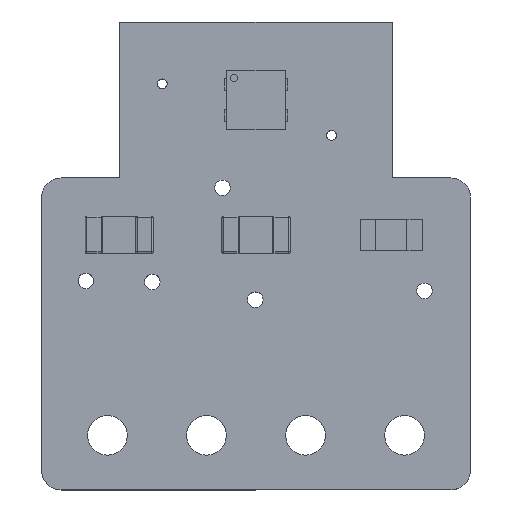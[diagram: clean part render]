
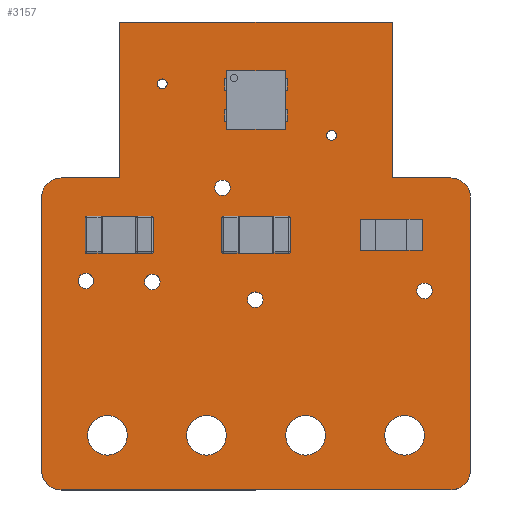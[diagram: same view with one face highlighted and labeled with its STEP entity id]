
A CAD part, top view. The second image highlights one B-rep face of the part: STEP entity #3157.
In plain terms, the highlighted planar face has unit normal (0, 0, 1).
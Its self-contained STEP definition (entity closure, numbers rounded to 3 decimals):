
#219=FACE_BOUND('',#611,.T.);
#220=FACE_BOUND('',#612,.T.);
#221=FACE_BOUND('',#613,.T.);
#222=FACE_BOUND('',#614,.T.);
#223=FACE_BOUND('',#615,.T.);
#224=FACE_BOUND('',#616,.T.);
#225=FACE_BOUND('',#617,.T.);
#226=FACE_BOUND('',#618,.T.);
#227=FACE_BOUND('',#619,.T.);
#228=FACE_BOUND('',#620,.T.);
#229=FACE_BOUND('',#621,.T.);
#230=FACE_BOUND('',#622,.T.);
#257=PLANE('',#3507);
#413=FACE_OUTER_BOUND('',#610,.T.);
#610=EDGE_LOOP('',(#2357,#2358,#2359,#2360,#2361,#2362,#2363,#2364,#2365,
#2366,#2367,#2368,#2369,#2370,#2371));
#611=EDGE_LOOP('',(#2372));
#612=EDGE_LOOP('',(#2373));
#613=EDGE_LOOP('',(#2374));
#614=EDGE_LOOP('',(#2375));
#615=EDGE_LOOP('',(#2376));
#616=EDGE_LOOP('',(#2377));
#617=EDGE_LOOP('',(#2378));
#618=EDGE_LOOP('',(#2379));
#619=EDGE_LOOP('',(#2380));
#620=EDGE_LOOP('',(#2381));
#621=EDGE_LOOP('',(#2382));
#622=EDGE_LOOP('',(#2383));
#822=LINE('',#4798,#1160);
#826=LINE('',#4810,#1164);
#829=LINE('',#4816,#1167);
#832=LINE('',#4822,#1170);
#835=LINE('',#4828,#1173);
#838=LINE('',#4834,#1176);
#841=LINE('',#4840,#1179);
#845=LINE('',#4852,#1183);
#848=LINE('',#4858,#1186);
#852=LINE('',#4870,#1190);
#855=LINE('',#4874,#1193);
#1160=VECTOR('',#3854,10.);
#1164=VECTOR('',#3866,10.);
#1167=VECTOR('',#3871,10.);
#1170=VECTOR('',#3876,10.);
#1173=VECTOR('',#3881,10.);
#1176=VECTOR('',#3886,10.);
#1179=VECTOR('',#3891,10.);
#1183=VECTOR('',#3903,10.);
#1186=VECTOR('',#3908,10.);
#1190=VECTOR('',#3920,10.);
#1193=VECTOR('',#3925,10.);
#1484=CIRCLE('',#3450,0.125);
#1486=CIRCLE('',#3453,0.2);
#1488=CIRCLE('',#3456,0.2);
#1490=CIRCLE('',#3459,0.2);
#1492=CIRCLE('',#3462,0.508);
#1494=CIRCLE('',#3465,0.508);
#1496=CIRCLE('',#3468,0.508);
#1498=CIRCLE('',#3471,0.508);
#1500=CIRCLE('',#3474,0.2);
#1502=CIRCLE('',#3477,0.2);
#1504=CIRCLE('',#3480,0.125);
#1506=CIRCLE('',#3483,0.125);
#1508=CIRCLE('',#3486,0.5);
#1510=CIRCLE('',#3490,0.5);
#1512=CIRCLE('',#3499,0.5);
#1514=CIRCLE('',#3504,0.5);
#1566=VERTEX_POINT('',#4716);
#1568=VERTEX_POINT('',#4722);
#1570=VERTEX_POINT('',#4728);
#1572=VERTEX_POINT('',#4734);
#1574=VERTEX_POINT('',#4740);
#1576=VERTEX_POINT('',#4746);
#1578=VERTEX_POINT('',#4752);
#1580=VERTEX_POINT('',#4758);
#1582=VERTEX_POINT('',#4764);
#1584=VERTEX_POINT('',#4770);
#1586=VERTEX_POINT('',#4776);
#1588=VERTEX_POINT('',#4782);
#1591=VERTEX_POINT('',#4789);
#1592=VERTEX_POINT('',#4791);
#1594=VERTEX_POINT('',#4797);
#1596=VERTEX_POINT('',#4803);
#1598=VERTEX_POINT('',#4809);
#1600=VERTEX_POINT('',#4815);
#1602=VERTEX_POINT('',#4821);
#1604=VERTEX_POINT('',#4827);
#1606=VERTEX_POINT('',#4833);
#1608=VERTEX_POINT('',#4839);
#1610=VERTEX_POINT('',#4845);
#1612=VERTEX_POINT('',#4851);
#1614=VERTEX_POINT('',#4857);
#1616=VERTEX_POINT('',#4863);
#1618=VERTEX_POINT('',#4869);
#1831=EDGE_CURVE('',#1566,#1566,#1484,.T.);
#1834=EDGE_CURVE('',#1568,#1568,#1486,.T.);
#1837=EDGE_CURVE('',#1570,#1570,#1488,.T.);
#1840=EDGE_CURVE('',#1572,#1572,#1490,.T.);
#1843=EDGE_CURVE('',#1574,#1574,#1492,.T.);
#1846=EDGE_CURVE('',#1576,#1576,#1494,.T.);
#1849=EDGE_CURVE('',#1578,#1578,#1496,.T.);
#1852=EDGE_CURVE('',#1580,#1580,#1498,.T.);
#1855=EDGE_CURVE('',#1582,#1582,#1500,.T.);
#1858=EDGE_CURVE('',#1584,#1584,#1502,.T.);
#1861=EDGE_CURVE('',#1586,#1586,#1504,.T.);
#1864=EDGE_CURVE('',#1588,#1588,#1506,.T.);
#1867=EDGE_CURVE('',#1592,#1591,#1508,.T.);
#1870=EDGE_CURVE('',#1594,#1592,#822,.T.);
#1873=EDGE_CURVE('',#1596,#1594,#1510,.T.);
#1876=EDGE_CURVE('',#1598,#1596,#826,.T.);
#1879=EDGE_CURVE('',#1600,#1598,#829,.T.);
#1882=EDGE_CURVE('',#1602,#1600,#832,.T.);
#1885=EDGE_CURVE('',#1604,#1602,#835,.T.);
#1888=EDGE_CURVE('',#1606,#1604,#838,.T.);
#1891=EDGE_CURVE('',#1608,#1606,#841,.T.);
#1894=EDGE_CURVE('',#1610,#1608,#1512,.T.);
#1897=EDGE_CURVE('',#1612,#1610,#845,.T.);
#1900=EDGE_CURVE('',#1614,#1612,#848,.T.);
#1903=EDGE_CURVE('',#1616,#1614,#1514,.T.);
#1906=EDGE_CURVE('',#1618,#1616,#852,.T.);
#1909=EDGE_CURVE('',#1591,#1618,#855,.T.);
#2357=ORIENTED_EDGE('',*,*,#1909,.T.);
#2358=ORIENTED_EDGE('',*,*,#1906,.T.);
#2359=ORIENTED_EDGE('',*,*,#1903,.T.);
#2360=ORIENTED_EDGE('',*,*,#1900,.T.);
#2361=ORIENTED_EDGE('',*,*,#1897,.T.);
#2362=ORIENTED_EDGE('',*,*,#1894,.T.);
#2363=ORIENTED_EDGE('',*,*,#1891,.T.);
#2364=ORIENTED_EDGE('',*,*,#1888,.T.);
#2365=ORIENTED_EDGE('',*,*,#1885,.T.);
#2366=ORIENTED_EDGE('',*,*,#1882,.T.);
#2367=ORIENTED_EDGE('',*,*,#1879,.T.);
#2368=ORIENTED_EDGE('',*,*,#1876,.T.);
#2369=ORIENTED_EDGE('',*,*,#1873,.T.);
#2370=ORIENTED_EDGE('',*,*,#1870,.T.);
#2371=ORIENTED_EDGE('',*,*,#1867,.T.);
#2372=ORIENTED_EDGE('',*,*,#1831,.T.);
#2373=ORIENTED_EDGE('',*,*,#1834,.T.);
#2374=ORIENTED_EDGE('',*,*,#1837,.T.);
#2375=ORIENTED_EDGE('',*,*,#1840,.T.);
#2376=ORIENTED_EDGE('',*,*,#1843,.T.);
#2377=ORIENTED_EDGE('',*,*,#1846,.T.);
#2378=ORIENTED_EDGE('',*,*,#1849,.T.);
#2379=ORIENTED_EDGE('',*,*,#1852,.T.);
#2380=ORIENTED_EDGE('',*,*,#1855,.T.);
#2381=ORIENTED_EDGE('',*,*,#1858,.T.);
#2382=ORIENTED_EDGE('',*,*,#1861,.T.);
#2383=ORIENTED_EDGE('',*,*,#1864,.T.);
#3157=ADVANCED_FACE('',(#413,#219,#220,#221,#222,#223,#224,#225,#226,#227,
#228,#229,#230),#257,.T.);
#3450=AXIS2_PLACEMENT_3D('',#4718,#3764,#3765);
#3453=AXIS2_PLACEMENT_3D('',#4724,#3771,#3772);
#3456=AXIS2_PLACEMENT_3D('',#4730,#3778,#3779);
#3459=AXIS2_PLACEMENT_3D('',#4736,#3785,#3786);
#3462=AXIS2_PLACEMENT_3D('',#4742,#3792,#3793);
#3465=AXIS2_PLACEMENT_3D('',#4748,#3799,#3800);
#3468=AXIS2_PLACEMENT_3D('',#4754,#3806,#3807);
#3471=AXIS2_PLACEMENT_3D('',#4760,#3813,#3814);
#3474=AXIS2_PLACEMENT_3D('',#4766,#3820,#3821);
#3477=AXIS2_PLACEMENT_3D('',#4772,#3827,#3828);
#3480=AXIS2_PLACEMENT_3D('',#4778,#3834,#3835);
#3483=AXIS2_PLACEMENT_3D('',#4784,#3841,#3842);
#3486=AXIS2_PLACEMENT_3D('',#4792,#3848,#3849);
#3490=AXIS2_PLACEMENT_3D('',#4804,#3860,#3861);
#3499=AXIS2_PLACEMENT_3D('',#4846,#3897,#3898);
#3504=AXIS2_PLACEMENT_3D('',#4864,#3914,#3915);
#3507=AXIS2_PLACEMENT_3D('',#4875,#3926,#3927);
#3764=DIRECTION('center_axis',(0.,0.,-1.));
#3765=DIRECTION('ref_axis',(1.,0.,0.));
#3771=DIRECTION('center_axis',(0.,0.,-1.));
#3772=DIRECTION('ref_axis',(1.,0.,0.));
#3778=DIRECTION('center_axis',(0.,0.,-1.));
#3779=DIRECTION('ref_axis',(1.,0.,0.));
#3785=DIRECTION('center_axis',(0.,0.,-1.));
#3786=DIRECTION('ref_axis',(1.,0.,0.));
#3792=DIRECTION('center_axis',(0.,0.,-1.));
#3793=DIRECTION('ref_axis',(1.,0.,0.));
#3799=DIRECTION('center_axis',(0.,0.,-1.));
#3800=DIRECTION('ref_axis',(1.,0.,0.));
#3806=DIRECTION('center_axis',(0.,0.,-1.));
#3807=DIRECTION('ref_axis',(1.,0.,0.));
#3813=DIRECTION('center_axis',(0.,0.,-1.));
#3814=DIRECTION('ref_axis',(1.,0.,0.));
#3820=DIRECTION('center_axis',(0.,0.,-1.));
#3821=DIRECTION('ref_axis',(1.,0.,0.));
#3827=DIRECTION('center_axis',(0.,0.,-1.));
#3828=DIRECTION('ref_axis',(1.,0.,0.));
#3834=DIRECTION('center_axis',(0.,0.,-1.));
#3835=DIRECTION('ref_axis',(1.,0.,0.));
#3841=DIRECTION('center_axis',(0.,0.,-1.));
#3842=DIRECTION('ref_axis',(1.,0.,0.));
#3848=DIRECTION('center_axis',(0.,0.,1.));
#3849=DIRECTION('ref_axis',(-1.,0.,0.));
#3854=DIRECTION('',(0.,-1.,0.));
#3860=DIRECTION('center_axis',(0.,0.,1.));
#3861=DIRECTION('ref_axis',(-0.087,0.996,0.));
#3866=DIRECTION('',(-0.999,-0.044,0.));
#3871=DIRECTION('',(-1.,0.,0.));
#3876=DIRECTION('',(0.,-1.,0.));
#3881=DIRECTION('',(-1.,0.,0.));
#3886=DIRECTION('',(0.,1.,0.));
#3891=DIRECTION('',(-1.,0.,0.));
#3897=DIRECTION('center_axis',(0.,0.,1.));
#3898=DIRECTION('ref_axis',(0.996,0.087,0.));
#3903=DIRECTION('',(-0.044,0.999,0.));
#3908=DIRECTION('',(0.,1.,0.));
#3914=DIRECTION('center_axis',(0.,0.,1.));
#3915=DIRECTION('ref_axis',(0.087,-0.996,0.));
#3920=DIRECTION('',(0.999,0.044,0.));
#3925=DIRECTION('',(1.,0.,0.));
#3926=DIRECTION('center_axis',(0.,0.,1.));
#3927=DIRECTION('ref_axis',(1.,0.,0.));
#4716=CARTESIAN_POINT('',(11.813,9.093,1.57));
#4718=CARTESIAN_POINT('Origin',(11.938,9.093,1.57));
#4722=CARTESIAN_POINT('',(7.141,5.334,1.57));
#4724=CARTESIAN_POINT('Origin',(7.341,5.334,1.57));
#4728=CARTESIAN_POINT('',(5.439,5.359,1.57));
#4730=CARTESIAN_POINT('Origin',(5.639,5.359,1.57));
#4734=CARTESIAN_POINT('',(14.126,5.105,1.57));
#4736=CARTESIAN_POINT('Origin',(14.326,5.105,1.57));
#4740=CARTESIAN_POINT('',(10.762,1.4,1.57));
#4742=CARTESIAN_POINT('Origin',(11.27,1.4,1.57));
#4746=CARTESIAN_POINT('',(5.682,1.4,1.57));
#4748=CARTESIAN_POINT('Origin',(6.19,1.4,1.57));
#4752=CARTESIAN_POINT('',(8.222,1.4,1.57));
#4754=CARTESIAN_POINT('Origin',(8.73,1.4,1.57));
#4758=CARTESIAN_POINT('',(13.302,1.4,1.57));
#4760=CARTESIAN_POINT('Origin',(13.81,1.4,1.57));
#4764=CARTESIAN_POINT('',(9.782,4.877,1.57));
#4766=CARTESIAN_POINT('Origin',(9.982,4.877,1.57));
#4770=CARTESIAN_POINT('',(8.944,7.747,1.57));
#4772=CARTESIAN_POINT('Origin',(9.144,7.747,1.57));
#4776=CARTESIAN_POINT('',(9.883,10.008,1.57));
#4778=CARTESIAN_POINT('Origin',(10.008,10.008,1.57));
#4782=CARTESIAN_POINT('',(7.47,10.414,1.57));
#4784=CARTESIAN_POINT('Origin',(7.595,10.414,1.57));
#4789=CARTESIAN_POINT('',(5.,0.,1.57));
#4791=CARTESIAN_POINT('',(4.5,0.5,1.57));
#4792=CARTESIAN_POINT('Origin',(5.,0.5,1.57));
#4797=CARTESIAN_POINT('',(4.5,7.5,1.57));
#4798=CARTESIAN_POINT('',(4.5,7.5,1.57));
#4803=CARTESIAN_POINT('',(4.956,7.998,1.57));
#4804=CARTESIAN_POINT('Origin',(5.,7.5,1.57));
#4809=CARTESIAN_POINT('',(5.,8.,1.57));
#4810=CARTESIAN_POINT('',(5.,8.,1.57));
#4815=CARTESIAN_POINT('',(6.5,8.,1.57));
#4816=CARTESIAN_POINT('',(6.5,8.,1.57));
#4821=CARTESIAN_POINT('',(6.5,12.,1.57));
#4822=CARTESIAN_POINT('',(6.5,12.,1.57));
#4827=CARTESIAN_POINT('',(13.5,12.,1.57));
#4828=CARTESIAN_POINT('',(13.5,12.,1.57));
#4833=CARTESIAN_POINT('',(13.5,8.,1.57));
#4834=CARTESIAN_POINT('',(13.5,8.,1.57));
#4839=CARTESIAN_POINT('',(15.,8.,1.57));
#4840=CARTESIAN_POINT('',(15.,8.,1.57));
#4845=CARTESIAN_POINT('',(15.498,7.544,1.57));
#4846=CARTESIAN_POINT('Origin',(15.,7.5,1.57));
#4851=CARTESIAN_POINT('',(15.5,7.5,1.57));
#4852=CARTESIAN_POINT('',(15.5,7.5,1.57));
#4857=CARTESIAN_POINT('',(15.5,0.5,1.57));
#4858=CARTESIAN_POINT('',(15.5,0.5,1.57));
#4863=CARTESIAN_POINT('',(15.044,0.002,1.57));
#4864=CARTESIAN_POINT('Origin',(15.,0.5,1.57));
#4869=CARTESIAN_POINT('',(15.,0.,1.57));
#4870=CARTESIAN_POINT('',(15.,0.,1.57));
#4874=CARTESIAN_POINT('',(5.,0.,1.57));
#4875=CARTESIAN_POINT('Origin',(10.,6.,1.57));
